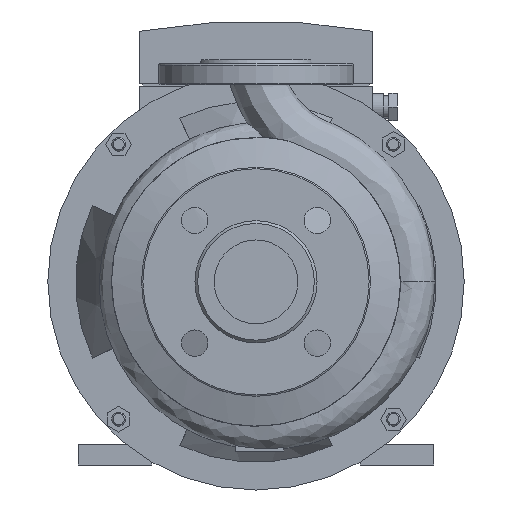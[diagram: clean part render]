
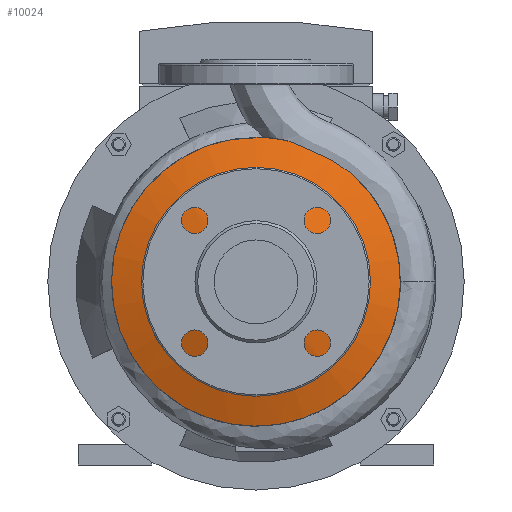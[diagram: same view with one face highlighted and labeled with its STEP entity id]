
A CAD part, left-side view. The second image highlights one B-rep face of the part: STEP entity #10024.
In plain terms, the highlighted conical face has half-angle 72.045 degrees and reference radius 72.095 mm.
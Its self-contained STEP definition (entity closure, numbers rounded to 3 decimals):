
#38=CONICAL_SURFACE('',#11018,72.095,1.257);
#356=FACE_BOUND('',#2374,.T.);
#806=CIRCLE('',#11019,104.04);
#807=CIRCLE('',#11020,40.15);
#1692=FACE_OUTER_BOUND('',#2373,.T.);
#2373=EDGE_LOOP('',(#9368,#9369));
#2374=EDGE_LOOP('',(#9370));
#2486=B_SPLINE_CURVE_WITH_KNOTS('',3,(#19587,#19588,#19589,#19590,#19591,
#19592,#19593,#19594,#19595,#19596,#19597,#19598,#19599,#19600,#19601,#19602,
#19603,#19604,#19605,#19606,#19607,#19608,#19609,#19610,#19611,#19612,#19613,
#19614,#19615,#19616,#19617),.UNSPECIFIED.,.F.,.F.,(4,3,3,3,3,3,3,3,3,3,
4),(9.683,10.316,10.591,12.941,14.545,
14.839,15.03,18.818,20.836,22.45,
23.554),.UNSPECIFIED.);
#5167=VERTEX_POINT('',#19578);
#5168=VERTEX_POINT('',#19586);
#5170=VERTEX_POINT('',#19674);
#6575=EDGE_CURVE('',#5168,#5167,#2486,.T.);
#6579=EDGE_CURVE('',#5167,#5168,#806,.T.);
#6580=EDGE_CURVE('',#5170,#5170,#807,.T.);
#9368=ORIENTED_EDGE('',*,*,#6575,.T.);
#9369=ORIENTED_EDGE('',*,*,#6579,.T.);
#9370=ORIENTED_EDGE('',*,*,#6580,.F.);
#10024=ADVANCED_FACE('',(#1692,#356),#38,.T.);
#11018=AXIS2_PLACEMENT_3D('',#19672,#13831,#13832);
#11019=AXIS2_PLACEMENT_3D('',#19673,#13833,#13834);
#11020=AXIS2_PLACEMENT_3D('',#19675,#13835,#13836);
#13831=DIRECTION('center_axis',(1.,0.,0.));
#13832=DIRECTION('ref_axis',(0.,0.,
1.));
#13833=DIRECTION('center_axis',(-1.,0.,0.));
#13834=DIRECTION('ref_axis',(0.,0.,
1.));
#13835=DIRECTION('center_axis',(-1.,0.,0.));
#13836=DIRECTION('ref_axis',(0.,0.,
1.));
#19578=CARTESIAN_POINT('',(-19.296,-23.817,233.277));
#19586=CARTESIAN_POINT('',(-19.296,-68.665,210.163));
#19587=CARTESIAN_POINT('Ctrl Pts',(-19.296,-68.665,210.163));
#19588=CARTESIAN_POINT('Ctrl Pts',(-19.322,-67.348,
211.213));
#19589=CARTESIAN_POINT('Ctrl Pts',(-19.349,-66.004,212.23));
#19590=CARTESIAN_POINT('Ctrl Pts',(-19.375,-64.636,
213.214));
#19591=CARTESIAN_POINT('Ctrl Pts',(-19.387,-64.042,213.642));
#19592=CARTESIAN_POINT('Ctrl Pts',(-19.398,-63.442,
214.064));
#19593=CARTESIAN_POINT('Ctrl Pts',(-19.41,-62.839,
214.477));
#19594=CARTESIAN_POINT('Ctrl Pts',(-19.509,-57.696,
218.012));
#19595=CARTESIAN_POINT('Ctrl Pts',(-19.595,-52.954,
220.578));
#19596=CARTESIAN_POINT('Ctrl Pts',(-19.66,-49.225,222.38));
#19597=CARTESIAN_POINT('Ctrl Pts',(-19.704,-46.679,223.612));
#19598=CARTESIAN_POINT('Ctrl Pts',(-19.739,-44.607,
224.491));
#19599=CARTESIAN_POINT('Ctrl Pts',(-19.761,-43.195,
225.069));
#19600=CARTESIAN_POINT('Ctrl Pts',(-19.765,-42.937,225.175));
#19601=CARTESIAN_POINT('Ctrl Pts',(-19.769,-42.702,
225.271));
#19602=CARTESIAN_POINT('Ctrl Pts',(-19.772,-42.49,225.358));
#19603=CARTESIAN_POINT('Ctrl Pts',(-19.773,-42.351,225.415));
#19604=CARTESIAN_POINT('Ctrl Pts',(-19.775,-42.218,
225.469));
#19605=CARTESIAN_POINT('Ctrl Pts',(-19.777,-42.081,
225.525));
#19606=CARTESIAN_POINT('Ctrl Pts',(-19.809,-39.385,
226.63));
#19607=CARTESIAN_POINT('Ctrl Pts',(-19.803,-36.6,
227.764));
#19608=CARTESIAN_POINT('Ctrl Pts',(-19.747,-33.845,
228.907));
#19609=CARTESIAN_POINT('Ctrl Pts',(-19.718,-32.377,
229.516));
#19610=CARTESIAN_POINT('Ctrl Pts',(-19.675,-30.918,
230.128));
#19611=CARTESIAN_POINT('Ctrl Pts',(-19.616,-29.488,
230.743));
#19612=CARTESIAN_POINT('Ctrl Pts',(-19.569,-28.343,231.235));
#19613=CARTESIAN_POINT('Ctrl Pts',(-19.513,-27.217,
231.729));
#19614=CARTESIAN_POINT('Ctrl Pts',(-19.447,-26.097,
232.233));
#19615=CARTESIAN_POINT('Ctrl Pts',(-19.401,-25.333,
232.577));
#19616=CARTESIAN_POINT('Ctrl Pts',(-19.351,-24.573,
232.925));
#19617=CARTESIAN_POINT('Ctrl Pts',(-19.296,-23.817,233.277));
#19672=CARTESIAN_POINT('Origin',(-29.648,0.,132.));
#19673=CARTESIAN_POINT('Origin',(-19.296,0.,132.));
#19674=CARTESIAN_POINT('',(-40.,0.,172.15));
#19675=CARTESIAN_POINT('Origin',(-40.,0.,132.));
